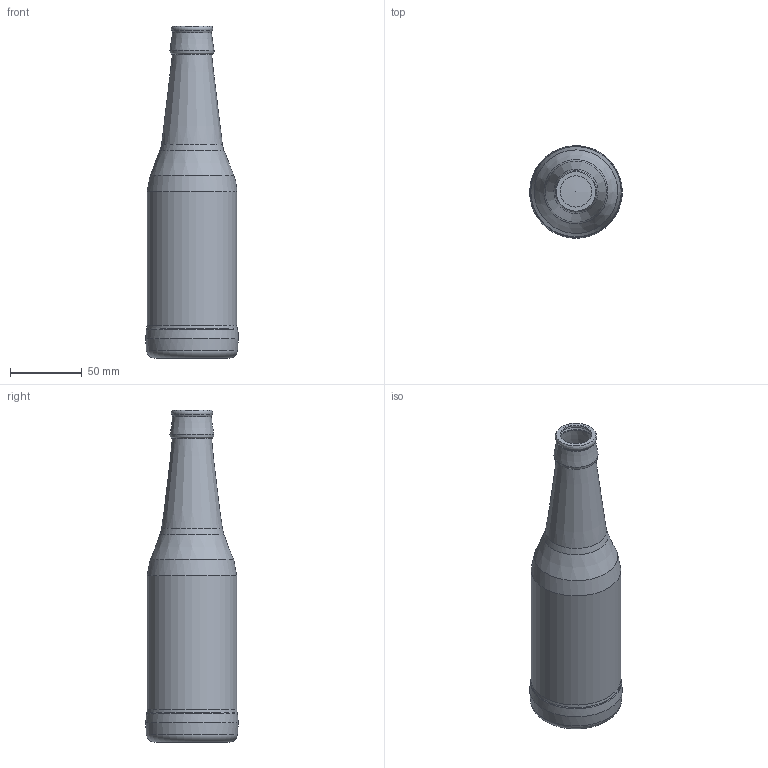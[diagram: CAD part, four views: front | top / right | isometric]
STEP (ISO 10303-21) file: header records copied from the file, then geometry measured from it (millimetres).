
FILE_DESCRIPTION(('FreeCAD Model'),'2;1');
FILE_NAME('beer_bottle.step', '2015-09-23T13:14:37',('Author'),(''), 'Open CASCADE STEP processor 6.8','FreeCAD','Unknown');
FILE_SCHEMA(('AUTOMOTIVE_DESIGN_CC2 { 1 2 10303 214 -1 1 5 4 }'));
Length unit declared in the file: millimetre
Products named in the file (1): Thickness
Bounding box: 64.6 x 64.52 x 231.5 mm (x, y, z)
Volume: 58440.2 mm3; surface area: 78345.6 mm2
Topology: 1 solids, 1 shells, 40 faces, 78 edges, 41 vertices
Faces by surface type: cone 14, offset 7, bspline 7, torus 5, plane 3, sphere 2, cylinder 2
Full cylindrical faces by diameter (mm): 59.6 x1, 62.6 x1
Entity records: 3688 total; most frequent: CARTESIAN_POINT 2269, DIRECTION 212, ORIENTED_EDGE 152, PCURVE 152, DEFINITIONAL_REPRESENTATION 152, LINE 116, VECTOR 116, EDGE_CURVE 76
